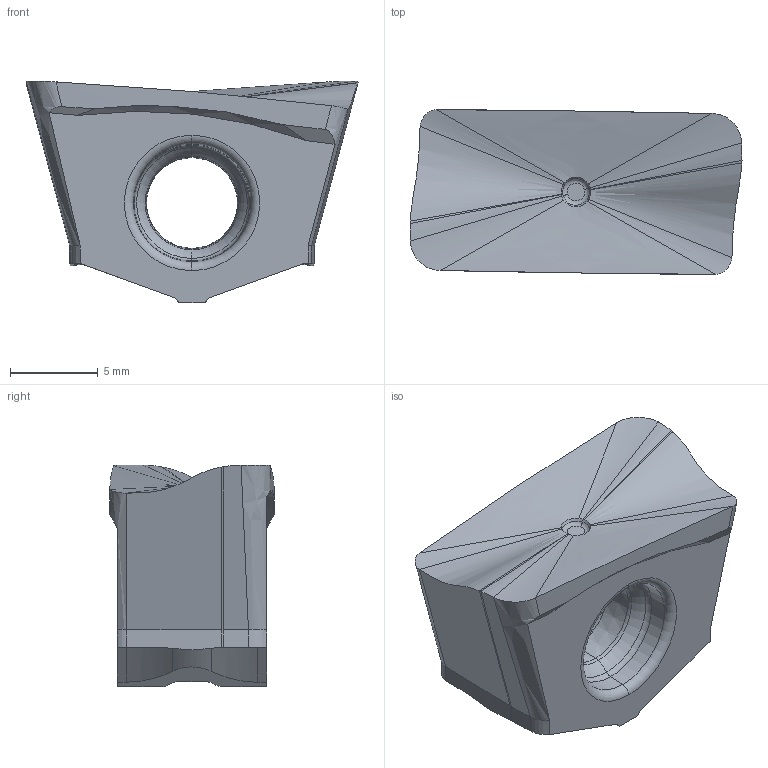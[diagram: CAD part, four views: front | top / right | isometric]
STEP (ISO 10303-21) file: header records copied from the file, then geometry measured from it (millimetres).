
FILE_DESCRIPTION((''),'2;1');
FILE_NAME('XNMU190916R-MS','2016-01-13T',('tlyg01'),('PTC Japan'),'PRO/ENGINEER BY PARAMETRIC TECHNOLOGY CORPORATION, 2014310','PRO/ENGINEER BY PARAMETRIC TECHNOLOGY CORPORATION, 2014310','');
FILE_SCHEMA(('AUTOMOTIVE_DESIGN { 1 0 10303 214 1 1 1 1 }'));
Length unit declared in the file: millimetre
Products named in the file (1): XNMU190916R-MS
Bounding box: 18.94 x 9.4 x 12.65 mm (x, y, z)
Volume: 1155.2 mm3; surface area: 887.3 mm2
Topology: 1 solids, 1 shells, 104 faces, 278 edges, 172 vertices
Faces by surface type: bspline 30, plane 22, torus 18, cylinder 14, cone 14, extrusion 6
Entity records: 5579 total; most frequent: CARTESIAN_POINT 2318, ORIENTED_EDGE 548, DIRECTION 396, PRESENTATION_STYLE_ASSIGNMENT 276, STYLED_ITEM 276, CURVE_STYLE 275, EDGE_CURVE 274, VERTEX_POINT 172
